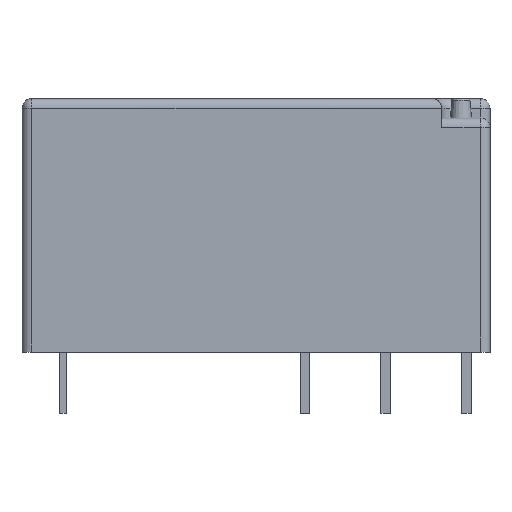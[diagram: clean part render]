
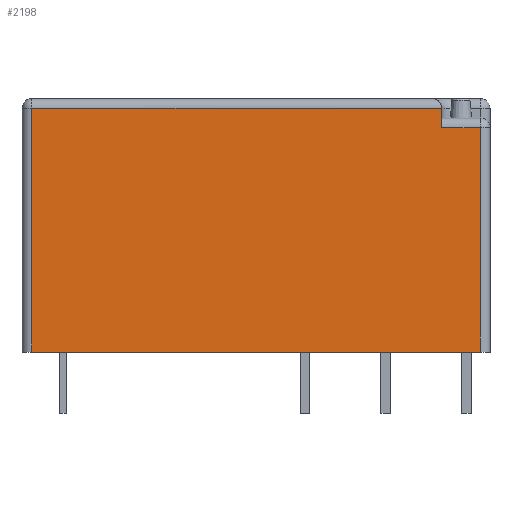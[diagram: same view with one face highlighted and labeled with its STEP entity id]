
A CAD part, front view. The second image highlights one B-rep face of the part: STEP entity #2198.
In plain terms, the highlighted planar face has unit normal (0, -1, 0).
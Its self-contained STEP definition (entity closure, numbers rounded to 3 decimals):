
#1571=CARTESIAN_POINT('',(13.9,-6.3,13.9));
#1572=VERTEX_POINT('',#1571);
#1713=CARTESIAN_POINT('',(-13.9,-6.3,15.1));
#1714=VERTEX_POINT('',#1713);
#1755=CARTESIAN_POINT('',(11.5,-6.3,15.1));
#1756=VERTEX_POINT('',#1755);
#1757=CARTESIAN_POINT('',(-13.9,-6.3,15.1));
#1758=DIRECTION('',(1.0,0.0,0.0));
#1759=VECTOR('',#1758,25.4);
#1760=LINE('',#1757,#1759);
#1761=EDGE_CURVE('',#1714,#1756,#1760,.T.);
#1846=CARTESIAN_POINT('',(-13.9,-6.3,0.0));
#1847=VERTEX_POINT('',#1846);
#1855=CARTESIAN_POINT('',(-13.9,-6.3,0.0));
#1856=DIRECTION('',(0.0,0.0,1.0));
#1857=VECTOR('',#1856,15.1);
#1858=LINE('',#1855,#1857);
#1859=EDGE_CURVE('',#1847,#1714,#1858,.T.);
#2084=CARTESIAN_POINT('',(11.5,-6.3,13.9));
#2085=VERTEX_POINT('',#2084);
#2093=CARTESIAN_POINT('',(11.5,-6.3,13.9));
#2094=DIRECTION('',(1.0,0.0,0.0));
#2095=VECTOR('',#2094,2.4);
#2096=LINE('',#2093,#2095);
#2097=EDGE_CURVE('',#2085,#1572,#2096,.T.);
#2114=CARTESIAN_POINT('',(13.9,-6.3,0.0));
#2115=VERTEX_POINT('',#2114);
#2132=CARTESIAN_POINT('',(13.9,-6.3,13.9));
#2133=DIRECTION('',(0.0,0.0,-1.0));
#2134=VECTOR('',#2133,13.9);
#2135=LINE('',#2132,#2134);
#2136=EDGE_CURVE('',#1572,#2115,#2135,.T.);
#2175=CARTESIAN_POINT('',(14.5,-6.3,0.0));
#2176=DIRECTION('',(0.0,-1.0,0.0));
#2177=DIRECTION('',(0.0,0.0,1.0));
#2178=AXIS2_PLACEMENT_3D('',#2175,#2176,#2177);
#2179=PLANE('',#2178);
#2180=ORIENTED_EDGE('',*,*,#1761,.F.);
#2181=ORIENTED_EDGE('',*,*,#1859,.F.);
#2182=CARTESIAN_POINT('',(13.9,-6.3,0.0));
#2183=DIRECTION('',(-1.0,0.0,0.0));
#2184=VECTOR('',#2183,27.8);
#2185=LINE('',#2182,#2184);
#2186=EDGE_CURVE('',#2115,#1847,#2185,.T.);
#2187=ORIENTED_EDGE('',*,*,#2186,.F.);
#2188=ORIENTED_EDGE('',*,*,#2136,.F.);
#2189=ORIENTED_EDGE('',*,*,#2097,.F.);
#2190=CARTESIAN_POINT('',(11.5,-6.3,13.9));
#2191=DIRECTION('',(0.0,0.0,1.0));
#2192=VECTOR('',#2191,1.2);
#2193=LINE('',#2190,#2192);
#2194=EDGE_CURVE('',#2085,#1756,#2193,.T.);
#2195=ORIENTED_EDGE('',*,*,#2194,.T.);
#2196=EDGE_LOOP('',(#2180,#2181,#2187,#2188,#2189,#2195));
#2197=FACE_OUTER_BOUND('',#2196,.T.);
#2198=ADVANCED_FACE('',(#2197),#2179,.T.);
